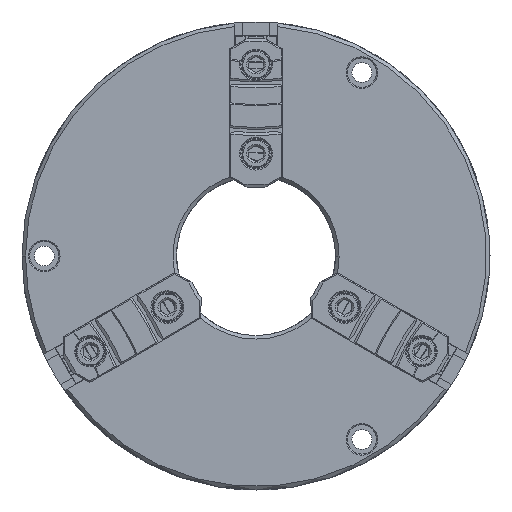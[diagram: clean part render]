
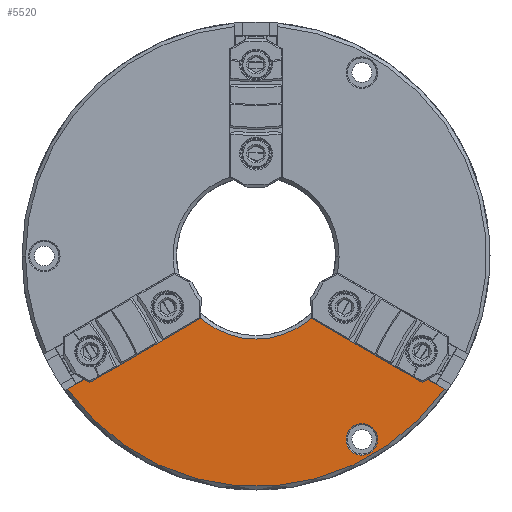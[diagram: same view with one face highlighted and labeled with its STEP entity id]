
A CAD part, front view. The second image highlights one B-rep face of the part: STEP entity #5520.
In plain terms, the highlighted planar face has unit normal (0, -1, 0).
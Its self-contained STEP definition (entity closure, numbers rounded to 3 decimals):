
#3100 = VERTEX_POINT ( 'NONE', #11602 ) ;
#3104 = EDGE_CURVE ( 'NONE', #3100, #3106, #11601, .T. ) ;
#3106 = VERTEX_POINT ( 'NONE', #11591 ) ;
#5239 = EDGE_CURVE ( 'NONE', #3106, #3100, #16234, .T. ) ;
#5443 = ORIENTED_EDGE ( 'NONE', *, *, #3104, .F. ) ;
#5444 = EDGE_LOOP ( 'NONE', ( #5447, #5454, #5460, #5494 ) ) ;
#5447 = ORIENTED_EDGE ( 'NONE', *, *, #5449, .T. ) ;
#5449 = EDGE_CURVE ( 'NONE', #5450, #5452, #16786, .T. ) ;
#5450 = VERTEX_POINT ( 'NONE', #16781 ) ;
#5452 = VERTEX_POINT ( 'NONE', #16771 ) ;
#5454 = ORIENTED_EDGE ( 'NONE', *, *, #5456, .F. ) ;
#5456 = EDGE_CURVE ( 'NONE', #5458, #5452, #16883, .T. ) ;
#5458 = VERTEX_POINT ( 'NONE', #16867 ) ;
#5460 = ORIENTED_EDGE ( 'NONE', *, *, #5462, .T. ) ;
#5462 = EDGE_CURVE ( 'NONE', #5458, #5463, #16865, .T. ) ;
#5463 = VERTEX_POINT ( 'NONE', #16860 ) ;
#5494 = ORIENTED_EDGE ( 'NONE', *, *, #5496, .T. ) ;
#5496 = EDGE_CURVE ( 'NONE', #5463, #5450, #16966, .T. ) ;
#5520 = ADVANCED_FACE ( 'NONE', ( #17006, #17005 ), #17004, .F. ) ;
#5522 = EDGE_LOOP ( 'NONE', ( #5523, #5443 ) ) ;
#5523 = ORIENTED_EDGE ( 'NONE', *, *, #5239, .F. ) ;
#11591 = CARTESIAN_POINT ( 'NONE',  ( 90.5, 3.427, -170.251 ) ) ;
#11597 = DIRECTION ( 'NONE',  ( 0., 0., -1. ) ) ;
#11598 = DIRECTION ( 'NONE',  ( 0., -1., 0. ) ) ;
#11599 = CARTESIAN_POINT ( 'NONE',  ( 90.5, 3.427, -156.751 ) ) ;
#11600 = AXIS2_PLACEMENT_3D ( 'NONE', #11599, #11598, #11597 ) ;
#11601 = CIRCLE ( 'NONE', #11600, 13.5 ) ;
#11602 = CARTESIAN_POINT ( 'NONE',  ( 90.5, 3.427, -143.251 ) ) ;
#16230 = DIRECTION ( 'NONE',  ( 0., 0., -1. ) ) ;
#16231 = DIRECTION ( 'NONE',  ( 0., -1., 0. ) ) ;
#16232 = CARTESIAN_POINT ( 'NONE',  ( 90.5, 3.427, -156.751 ) ) ;
#16233 = AXIS2_PLACEMENT_3D ( 'NONE', #16232, #16231, #16230 ) ;
#16234 = CIRCLE ( 'NONE', #16233, 13.5 ) ;
#16771 = CARTESIAN_POINT ( 'NONE',  ( 50.479, 3.427, -49.929 ) ) ;
#16781 = CARTESIAN_POINT ( 'NONE',  ( 160.893, 3.427, -113.676 ) ) ;
#16782 = DIRECTION ( 'NONE',  ( -0.866, 0., 0.5 ) ) ;
#16783 = VECTOR ( 'NONE', #16782, 1000. ) ;
#16784 = CARTESIAN_POINT ( 'NONE',  ( 105.646, 3.427, -81.779 ) ) ;
#16786 = LINE ( 'NONE', #16784, #16783 ) ;
#16860 = CARTESIAN_POINT ( 'NONE',  ( -160.893, 3.427, -113.676 ) ) ;
#16862 = DIRECTION ( 'NONE',  ( -0.866, 0., -0.5 ) ) ;
#16863 = VECTOR ( 'NONE', #16862, 1000. ) ;
#16864 = CARTESIAN_POINT ( 'NONE',  ( -105.646, 3.427, -81.779 ) ) ;
#16865 = LINE ( 'NONE', #16864, #16863 ) ;
#16867 = CARTESIAN_POINT ( 'NONE',  ( -50.479, 3.427, -49.929 ) ) ;
#16878 = DIRECTION ( 'NONE',  ( 1., 0., 0. ) ) ;
#16879 = DIRECTION ( 'NONE',  ( 0., -1., 0. ) ) ;
#16880 = CARTESIAN_POINT ( 'NONE',  ( 0., 3.427, 0. ) ) ;
#16881 = AXIS2_PLACEMENT_3D ( 'NONE', #16880, #16879, #16878 ) ;
#16883 = CIRCLE ( 'NONE', #16881, 71. ) ;
#16960 = DIRECTION ( 'NONE',  ( -1., 0., 0. ) ) ;
#16961 = DIRECTION ( 'NONE',  ( 0., -1., 0. ) ) ;
#16962 = CARTESIAN_POINT ( 'NONE',  ( 0., 3.427, 0. ) ) ;
#16964 = AXIS2_PLACEMENT_3D ( 'NONE', #16962, #16961, #16960 ) ;
#16966 = CIRCLE ( 'NONE', #16964, 197. ) ;
#16995 = DIRECTION ( 'NONE',  ( 0., 0., 1. ) ) ;
#16996 = DIRECTION ( 'NONE',  ( 0., 1., 0. ) ) ;
#16997 = AXIS2_PLACEMENT_3D ( 'NONE', #17003, #16996, #16995 ) ;
#17003 = CARTESIAN_POINT ( 'NONE',  ( -162.824, 3.427, -197.882 ) ) ;
#17004 = PLANE ( 'NONE',  #16997 ) ;
#17005 = FACE_OUTER_BOUND ( 'NONE', #5444, .T. ) ;
#17006 = FACE_BOUND ( 'NONE', #5522, .T. ) ;
